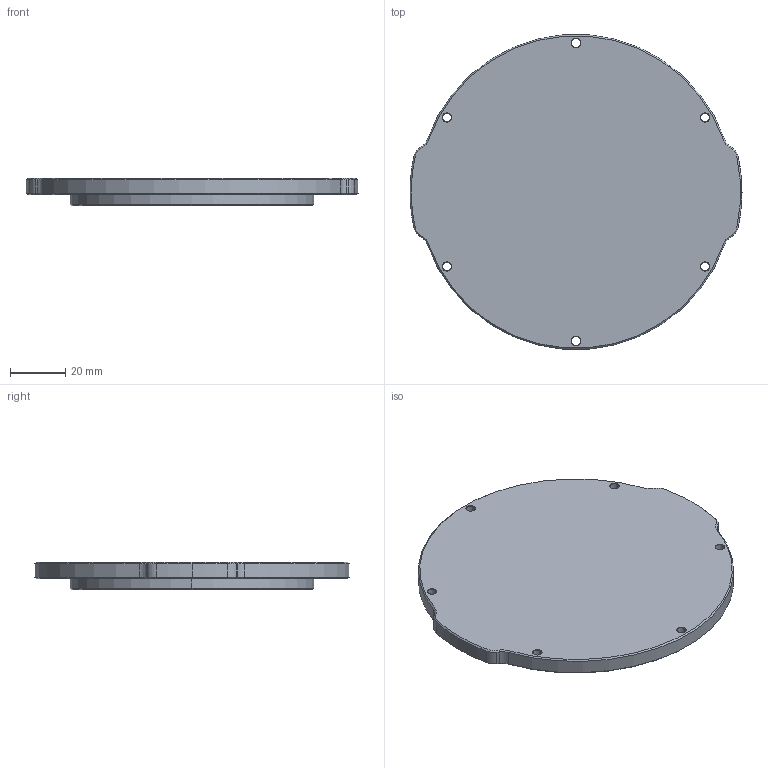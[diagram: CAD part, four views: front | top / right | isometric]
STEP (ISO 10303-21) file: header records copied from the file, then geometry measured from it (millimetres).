
FILE_DESCRIPTION (( 'STEP AP203' ), '1' );
FILE_NAME ('WTE4-END-CAP-BLANK-R2.step', '2022-08-21T00:30:20', ( '' ), ( '' ), 'SwSTEP 2.0', 'SolidWorks 2022', '' );
FILE_SCHEMA (( 'CONFIG_CONTROL_DESIGN' ));
Length unit declared in the file: millimetre
Products named in the file (1): WTE4-END-CAP-BLANK-R2
Bounding box: 120.3 x 113.92 x 10 mm (x, y, z)
Volume: 86768.7 mm3; surface area: 24179.4 mm2
Topology: 1 solids, 1 shells, 94 faces, 214 edges, 123 vertices
Faces by surface type: cone 52, cylinder 27, plane 15
Entity records: 2714 total; most frequent: DIRECTION 511, CARTESIAN_POINT 432, ORIENTED_EDGE 428, EDGE_CURVE 214, AXIS2_PLACEMENT_3D 202, VERTEX_POINT 123, VECTOR 107, CIRCLE 107
